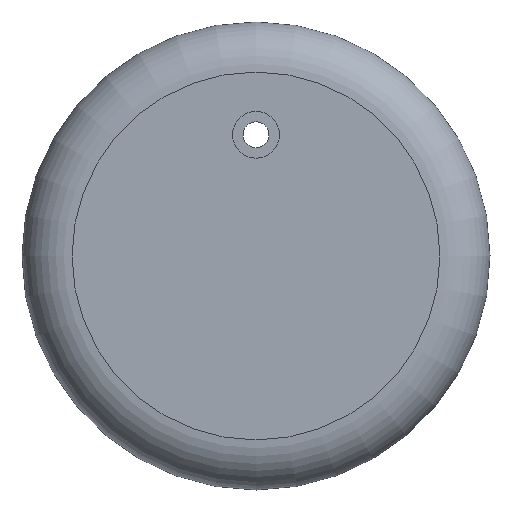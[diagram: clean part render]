
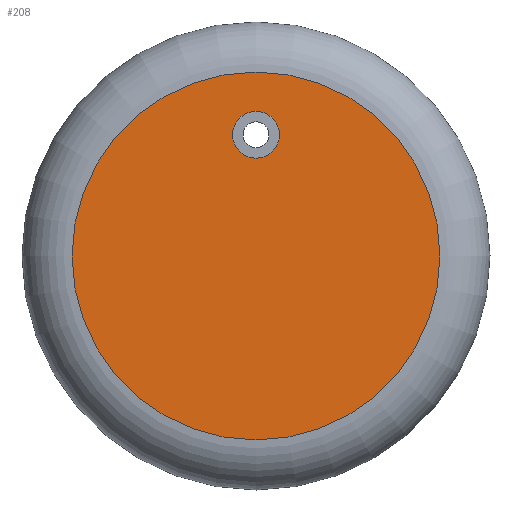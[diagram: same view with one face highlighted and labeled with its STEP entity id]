
A CAD part, front view. The second image highlights one B-rep face of the part: STEP entity #208.
In plain terms, the highlighted planar face has unit normal (0, -1, 0).
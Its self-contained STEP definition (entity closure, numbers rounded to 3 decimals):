
#181=CARTESIAN_POINT('',(0.,90.2,-74.098));
#182=DIRECTION('',(0.,-1.,0.));
#183=DIRECTION('',(0.,0.,-1.));
#184=AXIS2_PLACEMENT_3D('',#181,#182,#183);
#185=PLANE('',#184);
#186=CARTESIAN_POINT('',(-0.,90.2,-64.8));
#187=VERTEX_POINT('',#186);
#188=CARTESIAN_POINT('',(0.,90.2,-62.));
#189=DIRECTION('',(0.,-1.,0.));
#190=DIRECTION('',(0.,0.,-1.));
#191=AXIS2_PLACEMENT_3D('',#188,#189,#190);
#192=CIRCLE('',#191,2.8);
#193=EDGE_CURVE('',#187,#187,#192,.T.);
#194=ORIENTED_EDGE('',*,*,#193,.F.);
#195=EDGE_LOOP('',(#194));
#196=FACE_BOUND('',#195,.T.);
#197=CARTESIAN_POINT('',(-0.,90.2,-98.5));
#198=VERTEX_POINT('',#197);
#199=CARTESIAN_POINT('',(0.,90.2,-76.5));
#200=DIRECTION('',(0.,-1.,0.));
#201=DIRECTION('',(0.,0.,-1.));
#202=AXIS2_PLACEMENT_3D('',#199,#200,#201);
#203=CIRCLE('',#202,22.);
#204=EDGE_CURVE('',#198,#198,#203,.T.);
#205=ORIENTED_EDGE('',*,*,#204,.T.);
#206=EDGE_LOOP('',(#205));
#207=FACE_BOUND('',#206,.T.);
#208=ADVANCED_FACE('',(#196,#207),#185,.T.);
